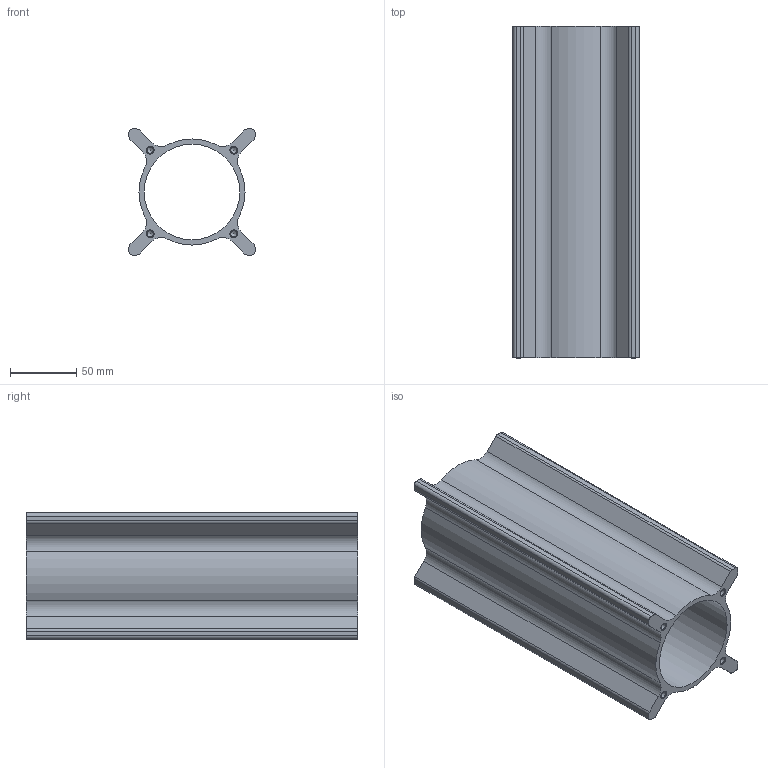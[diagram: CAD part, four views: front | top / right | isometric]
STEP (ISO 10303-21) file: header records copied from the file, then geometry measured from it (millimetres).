
FILE_DESCRIPTION(('Bauteilbeschreibung','HiCAD-Model','HiCAD-STEP-TRANSLATION','Bauteilbeschreibung'),'2;1');
FILE_NAME('026102_STEP.STP','2003-03-12T10:59:37+00:00',('Konstrukteur'),('Konstrukteur Firma GmbH'),'HiCAD2 V1102 STEP 20.9.2001','HiCAD2 V1102','confidential');
FILE_SCHEMA(('AUTOMOTIVE_DESIGN { 1 2 10303 214 0 1 1 1 }'));
Length unit declared in the file: millimetre
Products named in the file (4): A0011364; A00113640; N76; N760
Assembly tree (3 placements, depth 2):
  A0011364
    A00113640
    N76
    N760
Bounding box: 95 x 250 x 95 mm (x, y, z)
Volume: 505265.4 mm3; surface area: 174340.5 mm2
Topology: 9 solids, 9 shells, 117 faces, 293 edges, 186 vertices
Faces by surface type: cylinder 59, cone 32, plane 26
Full cylindrical faces by diameter (mm): 4.773 x16, 6 x16, 72 x1
Entity records: 4985 total; most frequent: DIRECTION 572, CARTESIAN_POINT 481, ORIENTED_EDGE 400, COLOUR_RGB 320, PRESENTATION_STYLE_ASSIGNMENT 320, OVER_RIDING_STYLED_ITEM 317, AXIS2_PLACEMENT_3D 249, CURVE_STYLE 200
